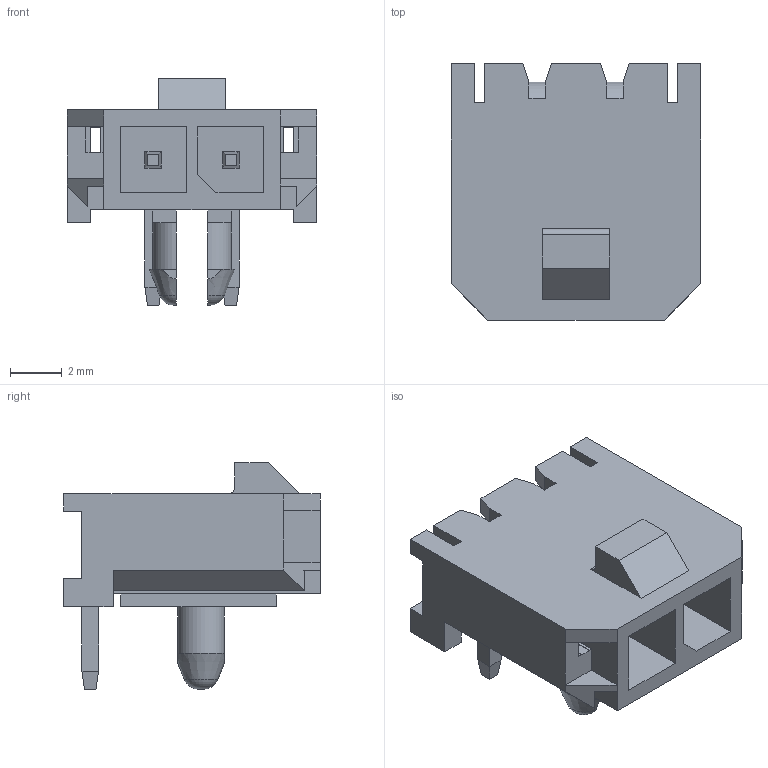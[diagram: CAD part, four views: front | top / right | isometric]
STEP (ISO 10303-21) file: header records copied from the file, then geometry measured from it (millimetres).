
FILE_DESCRIPTION(/* description */ ('Unknown'),/* implementation_level */ '2;1');
FILE_NAME(/* name */ '66200211024',/* time_stamp */ '2022-12-02T12:54:00+01:00',/* author */ ('Unknown'),/* organization */ ('Unknown'),/* preprocessor_version */ 'ST-DEVELOPER v18.102',/* originating_system */ 'Solid Edge',/* authorisation */ 'Unknown');
FILE_SCHEMA (('AUTOMOTIVE_DESIGN {1 0 10303 214 3 1 1}'));
Length unit declared in the file: millimetre
Products named in the file (3): 6620xx11024; 66200211022; 6620xx11024_PIN
Assembly tree (3 placements, depth 2):
  6620xx11024
    66200211022
    6620xx11024_PIN  x2
Bounding box: 9.65 x 9.9 x 8.76 mm (x, y, z)
Volume: 254.9 mm3; surface area: 687.7 mm2
Topology: 3 solids, 3 shells, 189 faces, 516 edges, 328 vertices
Faces by surface type: plane 178, cylinder 7, cone 2, torus 2
Entity records: 5548 total; most frequent: CARTESIAN_POINT 963, ORIENTED_EDGE 948, DIRECTION 838, EDGE_CURVE 474, LINE 448, VECTOR 448, VERTEX_POINT 304, AXIS2_PLACEMENT_3D 195
